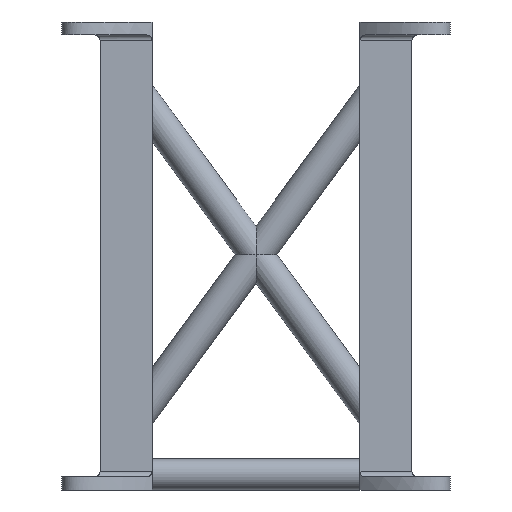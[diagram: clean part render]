
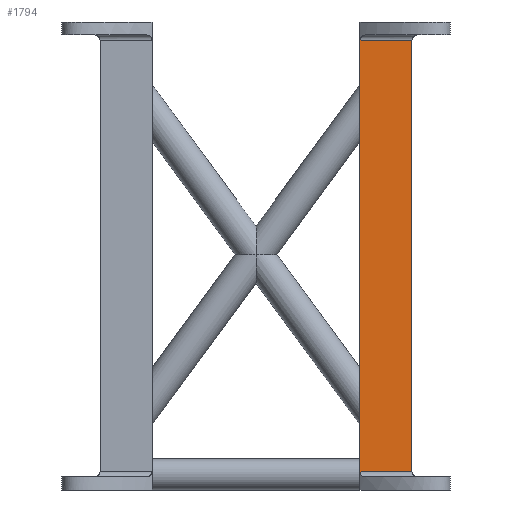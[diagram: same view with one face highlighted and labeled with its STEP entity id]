
A CAD part, front view. The second image highlights one B-rep face of the part: STEP entity #1794.
In plain terms, the highlighted planar face has unit normal (0, -1, 0).
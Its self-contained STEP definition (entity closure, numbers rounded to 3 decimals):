
#80=PLANE('',#1966);
#210=FACE_OUTER_BOUND('',#321,.T.);
#321=EDGE_LOOP('',(#1363,#1364,#1365,#1366));
#440=LINE('',#2776,#572);
#459=LINE('',#2864,#591);
#463=LINE('',#2908,#595);
#464=LINE('',#2909,#596);
#572=VECTOR('',#2210,10.);
#591=VECTOR('',#2309,10.);
#595=VECTOR('',#2327,10.);
#596=VECTOR('',#2328,10.);
#773=VERTEX_POINT('',#2773);
#774=VERTEX_POINT('',#2775);
#803=VERTEX_POINT('',#2863);
#806=VERTEX_POINT('',#2907);
#954=EDGE_CURVE('',#774,#773,#440,.T.);
#999=EDGE_CURVE('',#803,#773,#459,.T.);
#1008=EDGE_CURVE('',#806,#803,#463,.T.);
#1009=EDGE_CURVE('',#774,#806,#464,.T.);
#1363=ORIENTED_EDGE('',*,*,#999,.F.);
#1364=ORIENTED_EDGE('',*,*,#1008,.F.);
#1365=ORIENTED_EDGE('',*,*,#1009,.F.);
#1366=ORIENTED_EDGE('',*,*,#954,.T.);
#1794=ADVANCED_FACE('',(#210),#80,.T.);
#1966=AXIS2_PLACEMENT_3D('',#2906,#2325,#2326);
#2210=DIRECTION('',(0.,0.,-1.));
#2309=DIRECTION('',(-1.,0.,0.));
#2325=DIRECTION('center_axis',(0.,-1.,0.));
#2326=DIRECTION('ref_axis',(-1.,0.,0.));
#2327=DIRECTION('',(0.,0.,-1.));
#2328=DIRECTION('',(1.,0.,0.));
#2773=CARTESIAN_POINT('',(50.,0.,-86.5));
#2775=CARTESIAN_POINT('',(50.,0.,-3.5));
#2776=CARTESIAN_POINT('',(50.,0.,0.));
#2863=CARTESIAN_POINT('',(60.,0.,-86.5));
#2864=CARTESIAN_POINT('',(54.342,0.,-86.5));
#2906=CARTESIAN_POINT('Origin',(60.,0.,0.));
#2907=CARTESIAN_POINT('',(60.,0.,-3.5));
#2908=CARTESIAN_POINT('',(60.,0.,0.));
#2909=CARTESIAN_POINT('',(59.342,0.,-3.5));
